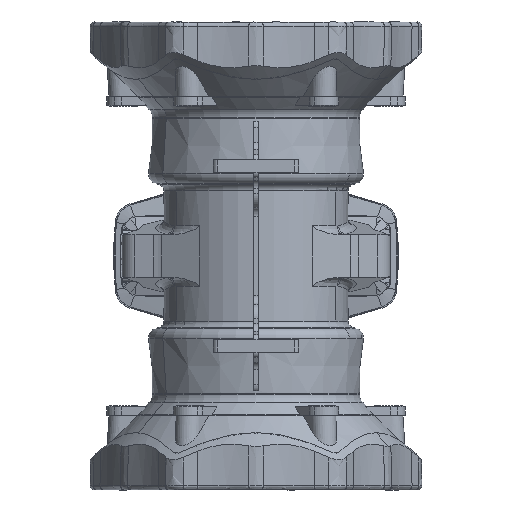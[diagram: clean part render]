
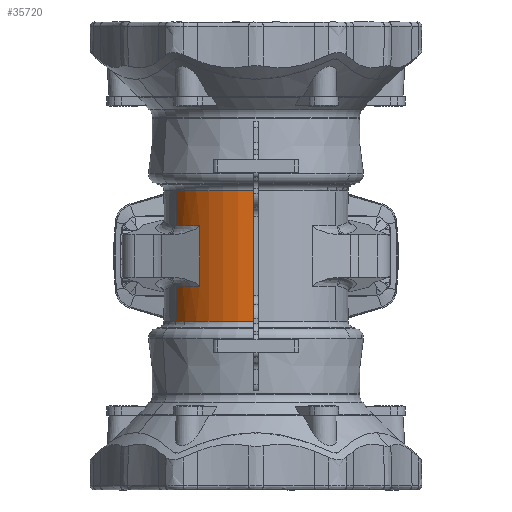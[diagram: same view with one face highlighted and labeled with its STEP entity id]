
A CAD part, front view. The second image highlights one B-rep face of the part: STEP entity #35720.
In plain terms, the highlighted cylindrical face has radius 108 mm (diameter 216 mm), a partial arc.
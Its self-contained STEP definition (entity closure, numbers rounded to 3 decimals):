
#4009 =( BOUNDED_CURVE ( )  B_SPLINE_CURVE ( 3, ( #27975, #27973, #27990, #27992 ),
 .UNSPECIFIED., .F., .F. ) 
 B_SPLINE_CURVE_WITH_KNOTS ( ( 4, 4 ),
 ( 0.524, 0.911 ),
 .UNSPECIFIED. ) 
 CURVE ( )  GEOMETRIC_REPRESENTATION_ITEM ( )  RATIONAL_B_SPLINE_CURVE ( ( 1., 0.988, 0.988, 1. ) ) 
 REPRESENTATION_ITEM ( '' )  );
#4010 =( BOUNDED_CURVE ( )  B_SPLINE_CURVE ( 3, ( #27988, #27986, #28005, #28007 ),
 .UNSPECIFIED., .F., .F. ) 
 B_SPLINE_CURVE_WITH_KNOTS ( ( 4, 4 ),
 ( 0.524, 0.911 ),
 .UNSPECIFIED. ) 
 CURVE ( )  GEOMETRIC_REPRESENTATION_ITEM ( )  RATIONAL_B_SPLINE_CURVE ( ( 1., 0.988, 0.988, 1. ) ) 
 REPRESENTATION_ITEM ( '' )  );
#4526 = AXIS2_PLACEMENT_3D ( 'NONE', #27979, #27981, #27983 ) ;
#4527 = AXIS2_PLACEMENT_3D ( 'NONE', #28021, #28022, #28024 ) ;
#5376 = CARTESIAN_POINT ( 'NONE',  ( -66.198, -85.333, -35.739 ) ) ;
#5383 = CARTESIAN_POINT ( 'NONE',  ( -2.5, -107.971, 76.257 ) ) ;
#5385 = CARTESIAN_POINT ( 'NONE',  ( -93.531, -54., 76.257 ) ) ;
#5386 = CARTESIAN_POINT ( 'NONE',  ( -93.531, -54., 35.218 ) ) ;
#5387 = CARTESIAN_POINT ( 'NONE',  ( -93.531, -54., -35.218 ) ) ;
#5388 = CARTESIAN_POINT ( 'NONE',  ( -2.5, -107.971, -76.257 ) ) ;
#5389 = CARTESIAN_POINT ( 'NONE',  ( -66.198, -85.333, 35.739 ) ) ;
#5392 = CARTESIAN_POINT ( 'NONE',  ( -93.531, -54., -76.257 ) ) ;
#8747 = LINE ( 'NONE', #27977, #8749 ) ;
#8748 = CIRCLE ( 'NONE', #4526, 108. ) ;
#8749 = VECTOR ( 'NONE', #27912, 1000. ) ;
#8750 = LINE ( 'NONE', #27996, #8751 ) ;
#8751 = VECTOR ( 'NONE', #27999, 1000. ) ;
#8752 = LINE ( 'NONE', #28012, #8754 ) ;
#8753 = CIRCLE ( 'NONE', #4527, 108. ) ;
#8754 = VECTOR ( 'NONE', #28014, 1000. ) ;
#8755 = LINE ( 'NONE', #28003, #8757 ) ;
#8757 = VECTOR ( 'NONE', #28002, 1000. ) ;
#11014 = DIRECTION ( 'NONE',  ( -0.866, -0.5, 0. ) ) ;
#11015 = DIRECTION ( 'NONE',  ( 0., 0., -1. ) ) ;
#11019 = CARTESIAN_POINT ( 'NONE',  ( 0., 0., 0. ) ) ;
#11355 = AXIS2_PLACEMENT_3D ( 'NONE', #11019, #11015, #11014 ) ;
#12485 = ORIENTED_EDGE ( 'NONE', *, *, #34892, .T. ) ;
#12486 = ORIENTED_EDGE ( 'NONE', *, *, #34893, .T. ) ;
#12487 = ORIENTED_EDGE ( 'NONE', *, *, #34894, .T. ) ;
#12488 = ORIENTED_EDGE ( 'NONE', *, *, #34895, .F. ) ;
#12489 = ORIENTED_EDGE ( 'NONE', *, *, #34896, .F. ) ;
#12490 = ORIENTED_EDGE ( 'NONE', *, *, #34897, .T. ) ;
#12491 = ORIENTED_EDGE ( 'NONE', *, *, #34898, .F. ) ;
#12492 = ORIENTED_EDGE ( 'NONE', *, *, #34899, .F. ) ;
#17527 = VERTEX_POINT ( 'NONE', #5376 ) ;
#17534 = VERTEX_POINT ( 'NONE', #5383 ) ;
#17536 = VERTEX_POINT ( 'NONE', #5385 ) ;
#17537 = VERTEX_POINT ( 'NONE', #5386 ) ;
#17538 = VERTEX_POINT ( 'NONE', #5387 ) ;
#17539 = VERTEX_POINT ( 'NONE', #5388 ) ;
#17540 = VERTEX_POINT ( 'NONE', #5389 ) ;
#17543 = VERTEX_POINT ( 'NONE', #5392 ) ;
#27912 = DIRECTION ( 'NONE',  ( 0., 0., -1. ) ) ;
#27973 = CARTESIAN_POINT ( 'NONE',  ( -86.513, -66.154, 35.352 ) ) ;
#27975 = CARTESIAN_POINT ( 'NONE',  ( -93.531, -54., 35.218 ) ) ;
#27977 = CARTESIAN_POINT ( 'NONE',  ( -93.531, -54., 0. ) ) ;
#27979 = CARTESIAN_POINT ( 'NONE',  ( 0., 0., 76.257 ) ) ;
#27981 = DIRECTION ( 'NONE',  ( 0., 0., -1. ) ) ;
#27983 = DIRECTION ( 'NONE',  ( 0., 1., 0. ) ) ;
#27986 = CARTESIAN_POINT ( 'NONE',  ( -86.513, -66.154, -35.352 ) ) ;
#27988 = CARTESIAN_POINT ( 'NONE',  ( -93.531, -54., -35.218 ) ) ;
#27990 = CARTESIAN_POINT ( 'NONE',  ( -77.288, -76.731, 35.528 ) ) ;
#27992 = CARTESIAN_POINT ( 'NONE',  ( -66.198, -85.333, 35.739 ) ) ;
#27996 = CARTESIAN_POINT ( 'NONE',  ( -66.198, -85.333, 0. ) ) ;
#27999 = DIRECTION ( 'NONE',  ( 0., 0., 1. ) ) ;
#28002 = DIRECTION ( 'NONE',  ( 0., 0., -1. ) ) ;
#28003 = CARTESIAN_POINT ( 'NONE',  ( -2.5, -107.971, 0. ) ) ;
#28005 = CARTESIAN_POINT ( 'NONE',  ( -77.288, -76.731, -35.528 ) ) ;
#28007 = CARTESIAN_POINT ( 'NONE',  ( -66.198, -85.333, -35.739 ) ) ;
#28012 = CARTESIAN_POINT ( 'NONE',  ( -93.531, -54., 0. ) ) ;
#28014 = DIRECTION ( 'NONE',  ( 0., 0., -1. ) ) ;
#28021 = CARTESIAN_POINT ( 'NONE',  ( 0., 0., -76.257 ) ) ;
#28022 = DIRECTION ( 'NONE',  ( 0., 0., -1. ) ) ;
#28024 = DIRECTION ( 'NONE',  ( 0., 1., 0. ) ) ;
#31653 = EDGE_LOOP ( 'NONE', ( #12485, #12486, #12487, #12488, #12489, #12490, #12491, #12492 ) ) ;
#34892 = EDGE_CURVE ( 'NONE', #17534, #17536, #8748, .T. ) ;
#34893 = EDGE_CURVE ( 'NONE', #17536, #17537, #8747, .T. ) ;
#34894 = EDGE_CURVE ( 'NONE', #17537, #17540, #4009, .T. ) ;
#34895 = EDGE_CURVE ( 'NONE', #17527, #17540, #8750, .T. ) ;
#34896 = EDGE_CURVE ( 'NONE', #17538, #17527, #4010, .T. ) ;
#34897 = EDGE_CURVE ( 'NONE', #17538, #17543, #8752, .T. ) ;
#34898 = EDGE_CURVE ( 'NONE', #17539, #17543, #8753, .T. ) ;
#34899 = EDGE_CURVE ( 'NONE', #17534, #17539, #8755, .T. ) ;
#35720 = ADVANCED_FACE ( 'NONE', ( #36452 ), #36459, .T. ) ;
#36452 = FACE_OUTER_BOUND ( 'NONE', #31653, .T. ) ;
#36459 = CYLINDRICAL_SURFACE ( 'NONE', #11355, 108. ) ;
